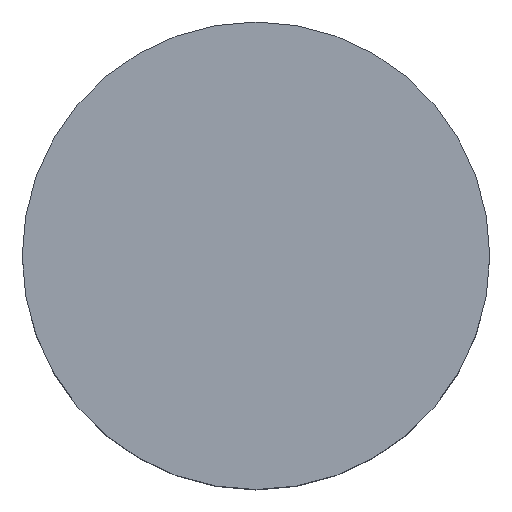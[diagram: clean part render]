
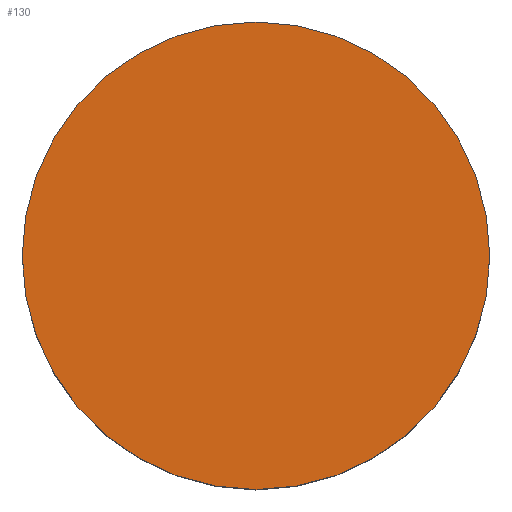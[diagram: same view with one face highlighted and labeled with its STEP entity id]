
A CAD part, top view. The second image highlights one B-rep face of the part: STEP entity #130.
In plain terms, the highlighted planar face has unit normal (0, 0, 1).
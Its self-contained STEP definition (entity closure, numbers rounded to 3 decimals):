
#18 = FACE_OUTER_BOUND ( 'NONE', #115, .T. ) ;
#19 = DIRECTION ( 'NONE',  ( 0., 0., 1. ) ) ;
#23 = DIRECTION ( 'NONE',  ( 0., 0., 1. ) ) ;
#46 = CARTESIAN_POINT ( 'NONE',  ( 0., 0., 0. ) ) ;
#60 = AXIS2_PLACEMENT_3D ( 'NONE', #246, #23, #224 ) ;
#70 = CIRCLE ( 'NONE', #60, 2. ) ;
#89 = AXIS2_PLACEMENT_3D ( 'NONE', #46, #97, #211 ) ;
#97 = DIRECTION ( 'NONE',  ( 0., 0., 1. ) ) ;
#99 = CARTESIAN_POINT ( 'NONE',  ( -2., 0., 0. ) ) ;
#102 = EDGE_CURVE ( 'NONE', #173, #190, #135, .T. ) ;
#115 = EDGE_LOOP ( 'NONE', ( #236, #286 ) ) ;
#130 = ADVANCED_FACE ( 'NONE', ( #18 ), #239, .T. ) ;
#135 = CIRCLE ( 'NONE', #193, 2. ) ;
#173 = VERTEX_POINT ( 'NONE', #99 ) ;
#190 = VERTEX_POINT ( 'NONE', #213 ) ;
#193 = AXIS2_PLACEMENT_3D ( 'NONE', #241, #19, #240 ) ;
#211 = DIRECTION ( 'NONE',  ( 1., 0., 0. ) ) ;
#213 = CARTESIAN_POINT ( 'NONE',  ( 2., 0., 0. ) ) ;
#224 = DIRECTION ( 'NONE',  ( 1., 0., 0. ) ) ;
#236 = ORIENTED_EDGE ( 'NONE', *, *, #309, .T. ) ;
#239 = PLANE ( 'NONE',  #89 ) ;
#240 = DIRECTION ( 'NONE',  ( 1., 0., 0. ) ) ;
#241 = CARTESIAN_POINT ( 'NONE',  ( 0., 0., 0. ) ) ;
#246 = CARTESIAN_POINT ( 'NONE',  ( 0., 0., 0. ) ) ;
#286 = ORIENTED_EDGE ( 'NONE', *, *, #102, .T. ) ;
#309 = EDGE_CURVE ( 'NONE', #190, #173, #70, .T. ) ;
